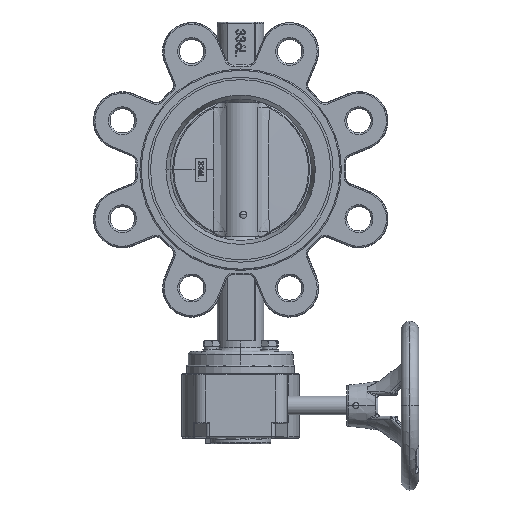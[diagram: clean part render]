
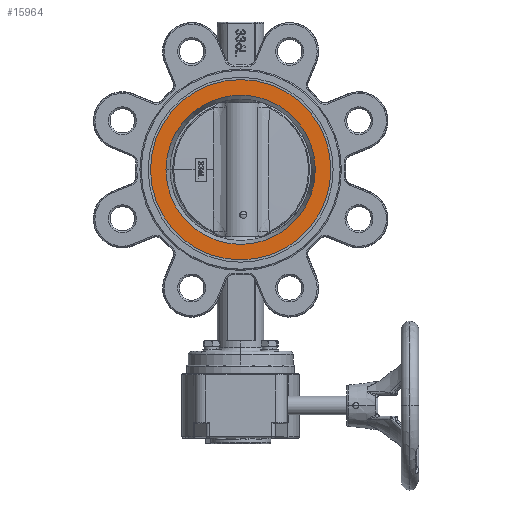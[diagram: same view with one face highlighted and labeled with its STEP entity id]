
A CAD part, top view. The second image highlights one B-rep face of the part: STEP entity #15964.
In plain terms, the highlighted planar face has unit normal (0, 0, 1).
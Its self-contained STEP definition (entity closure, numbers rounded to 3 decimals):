
#2930 = ORIENTED_EDGE ( 'NONE', *, *, #38158, .T. ) ;
#3283 = CARTESIAN_POINT ( 'NONE',  ( 0., 0., 29.4 ) ) ;
#10311 = DIRECTION ( 'NONE',  ( 0., 0., -1. ) ) ;
#11706 = EDGE_CURVE ( 'NONE', #19018, #41500, #24834, .T. ) ;
#13215 = EDGE_LOOP ( 'NONE', ( #16943, #37114 ) ) ;
#13879 = DIRECTION ( 'NONE',  ( 0., 0., -1. ) ) ;
#14928 = AXIS2_PLACEMENT_3D ( 'NONE', #66469, #25796, #72588 ) ;
#15964 = ADVANCED_FACE ( 'NONE', ( #39080, #62471 ), #51357, .F. ) ;
#16943 = ORIENTED_EDGE ( 'NONE', *, *, #30614, .F. ) ;
#17406 = CIRCLE ( 'NONE', #14928, 64.176 ) ;
#17599 = DIRECTION ( 'NONE',  ( -1., 0., 0. ) ) ;
#18910 = CARTESIAN_POINT ( 'NONE',  ( 0., 0., 29.4 ) ) ;
#19018 = VERTEX_POINT ( 'NONE', #57190 ) ;
#23926 = CIRCLE ( 'NONE', #61926, 77.5 ) ;
#24834 = CIRCLE ( 'NONE', #44447, 77.5 ) ;
#25500 = CARTESIAN_POINT ( 'NONE',  ( -77.5, 0., 29.4 ) ) ;
#25796 = DIRECTION ( 'NONE',  ( 0., 0., -1. ) ) ;
#25797 = AXIS2_PLACEMENT_3D ( 'NONE', #3283, #30939, #54345 ) ;
#30614 = EDGE_CURVE ( 'NONE', #41500, #19018, #23926, .T. ) ;
#30939 = DIRECTION ( 'NONE',  ( 0., 0., -1. ) ) ;
#31165 = DIRECTION ( 'NONE',  ( -1., 0., 0. ) ) ;
#34592 = VERTEX_POINT ( 'NONE', #39851 ) ;
#37114 = ORIENTED_EDGE ( 'NONE', *, *, #11706, .F. ) ;
#38158 = EDGE_CURVE ( 'NONE', #34592, #39815, #17406, .T. ) ;
#39080 = FACE_BOUND ( 'NONE', #69278, .T. ) ;
#39815 = VERTEX_POINT ( 'NONE', #67419 ) ;
#39851 = CARTESIAN_POINT ( 'NONE',  ( -64.176, 0., 29.4 ) ) ;
#41500 = VERTEX_POINT ( 'NONE', #25500 ) ;
#44447 = AXIS2_PLACEMENT_3D ( 'NONE', #18910, #13879, #31165 ) ;
#49838 = CARTESIAN_POINT ( 'NONE',  ( 64.176, 0., 29.4 ) ) ;
#51357 = PLANE ( 'NONE',  #61429 ) ;
#54345 = DIRECTION ( 'NONE',  ( -1., 0., 0. ) ) ;
#57190 = CARTESIAN_POINT ( 'NONE',  ( 77.5, 0., 29.4 ) ) ;
#58627 = CARTESIAN_POINT ( 'NONE',  ( 0., 0., 29.4 ) ) ;
#58899 = CIRCLE ( 'NONE', #25797, 64.176 ) ;
#61429 = AXIS2_PLACEMENT_3D ( 'NONE', #49838, #10311, #67445 ) ;
#61926 = AXIS2_PLACEMENT_3D ( 'NONE', #58627, #64016, #17599 ) ;
#62471 = FACE_OUTER_BOUND ( 'NONE', #13215, .T. ) ;
#64016 = DIRECTION ( 'NONE',  ( 0., 0., -1. ) ) ;
#66469 = CARTESIAN_POINT ( 'NONE',  ( 0., 0., 29.4 ) ) ;
#67419 = CARTESIAN_POINT ( 'NONE',  ( 64.176, 0., 29.4 ) ) ;
#67445 = DIRECTION ( 'NONE',  ( -1., 0., 0. ) ) ;
#69266 = EDGE_CURVE ( 'NONE', #39815, #34592, #58899, .T. ) ;
#69278 = EDGE_LOOP ( 'NONE', ( #71503, #2930 ) ) ;
#71503 = ORIENTED_EDGE ( 'NONE', *, *, #69266, .T. ) ;
#72588 = DIRECTION ( 'NONE',  ( -1., 0., 0. ) ) ;
